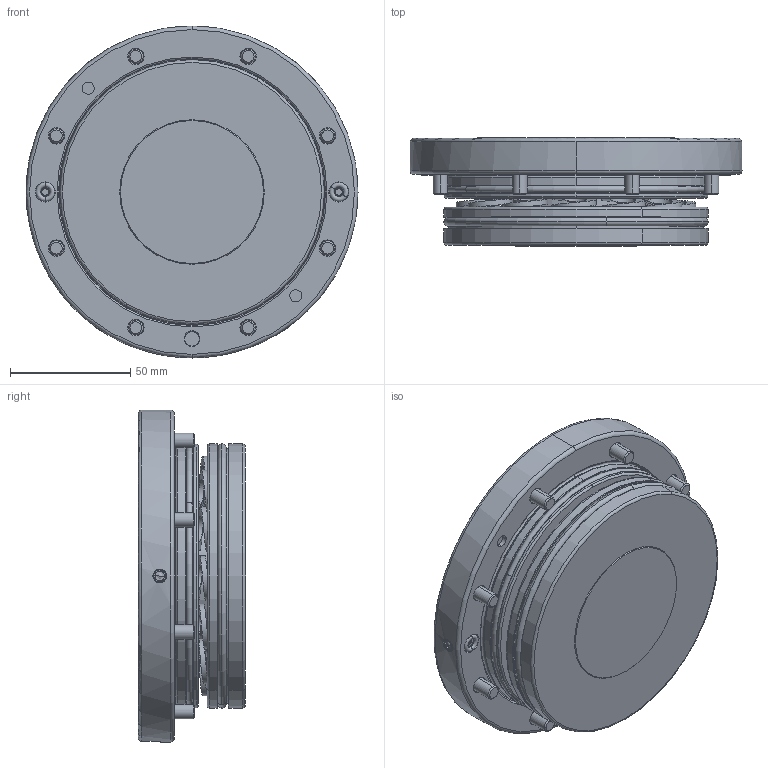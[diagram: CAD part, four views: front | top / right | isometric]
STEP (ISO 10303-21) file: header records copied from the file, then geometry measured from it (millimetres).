
FILE_DESCRIPTION (( 'STEP AP203' ), '1' );
FILE_NAME ('蚾饜聆彸.STEP', '2020-03-19T11:34:36', ( 'PC' ), ( 'Microsoft' ), 'SwSTEP 2.0', 'SolidWorks 2018', '' );
FILE_SCHEMA (( 'CONFIG_CONTROL_DESIGN' ));
Length unit declared in the file: millimetre
Products named in the file (1): 蚾饜聆彸
Bounding box: 137.95 x 44.76 x 137.95 mm (x, y, z)
Volume: 452405.4 mm3; surface area: 79653.4 mm2
Topology: 5 solids, 5 shells, 636 faces, 1511 edges, 916 vertices
Faces by surface type: cylinder 187, plane 165, cone 129, torus 71, bspline 52, sphere 32
Entity records: 40799 total; most frequent: CARTESIAN_POINT 26943, DIRECTION 2938, ORIENTED_EDGE 2838, EDGE_CURVE 1419, AXIS2_PLACEMENT_3D 1212, VERTEX_POINT 869, EDGE_LOOP 726, CIRCLE 638
